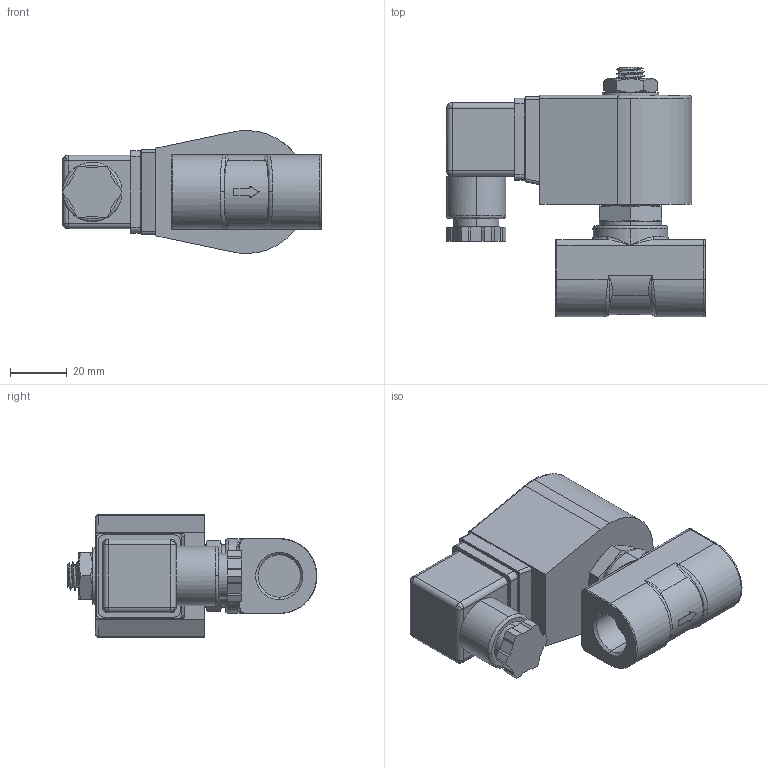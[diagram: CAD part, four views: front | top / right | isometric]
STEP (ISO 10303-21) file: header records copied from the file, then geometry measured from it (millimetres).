
FILE_DESCRIPTION (( 'STEP AP203' ), '1' );
FILE_NAME ('219 G38 DN4_5_6_7,5.STEP', '2019-04-03T13:26:03', ( 'rv' ), ( 'Hewlett-Packard Company' ), 'SwSTEP 2.0', 'SolidWorks 2015', '' );
FILE_SCHEMA (( 'CONFIG_CONTROL_DESIGN' ));
Length unit declared in the file: millimetre
Products named in the file (1): 219 G38 DN4_5_6_7,5
Bounding box: 91.5 x 88.25 x 43.5 mm (x, y, z)
Volume: 143787.6 mm3; surface area: 23592.5 mm2
Topology: 1 solids, 1 shells, 250 faces, 627 edges, 384 vertices
Faces by surface type: plane 81, cylinder 67, bspline 64, cone 34, torus 4
Entity records: 11781 total; most frequent: CARTESIAN_POINT 6355, ORIENTED_EDGE 1238, DIRECTION 948, EDGE_CURVE 619, VERTEX_POINT 384, AXIS2_PLACEMENT_3D 352, EDGE_LOOP 265, FACE_OUTER_BOUND 250
